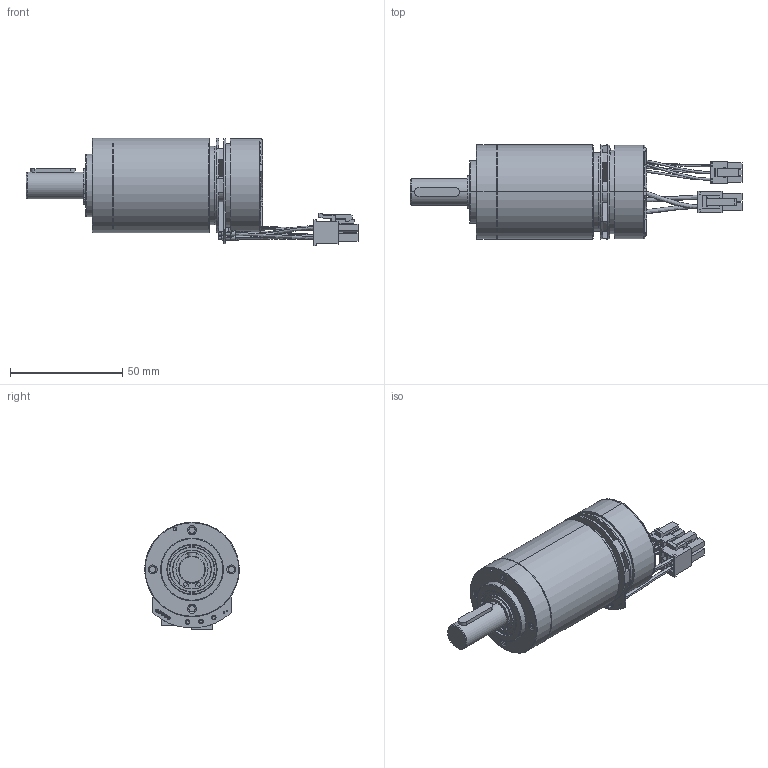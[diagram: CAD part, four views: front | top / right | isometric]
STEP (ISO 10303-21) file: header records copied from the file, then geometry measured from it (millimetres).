
FILE_DESCRIPTION(('STEP AP214'),'1');
FILE_NAME('cctmp_4DB248B3-81C2-4F24-BEE9-5E3F1BD025E9_2025_11_6_3_48_26_582..stp','2025-11-06T02:48:27',('maxon motor ag'),('CADClick - www.CADClick.com'),'Spatial InterOp 3D',' ','unknown authorization');
FILE_SCHEMA(('AUTOMOTIVE_DESIGN'));
Length unit declared in the file: millimetre
Products named in the file (31): 0
Assembly tree (30 placements, depth 2):
  (unnamed)
    0
    0
    0
    0
    0
    0
    0
    0
    0
    0
    0
    0
    0
    0
    0
    0
    0
    0
    0
    0
    0
    0
    0
    0
    0
    0
    0
    0
    0
    0
Bounding box: 147.75 x 42 x 47.8 mm (x, y, z)
Volume: 69981.3 mm3; surface area: 43002.1 mm2
Topology: 40 solids, 40 shells, 1140 faces, 2799 edges, 1770 vertices
Faces by surface type: plane 706, cylinder 210, cone 166, bspline 26, torus 20, extrusion 12
Entity records: 50237 total; most frequent: CARTESIAN_POINT 7740, DIRECTION 5690, ORIENTED_EDGE 5594, EDGE_CURVE 2797, STYLED_ITEM 2211, PRESENTATION_STYLE_ASSIGNMENT 2211, COLOUR_RGB 2211, VECTOR 2008
